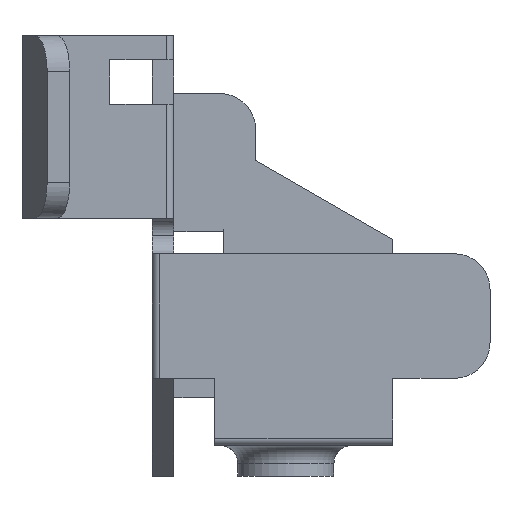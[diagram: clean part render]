
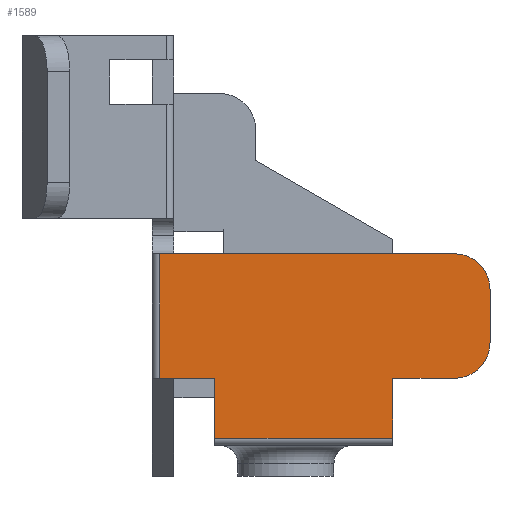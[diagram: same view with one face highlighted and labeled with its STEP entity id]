
A CAD part, left-side view. The second image highlights one B-rep face of the part: STEP entity #1589.
In plain terms, the highlighted planar face has unit normal (-1, 0, 0).
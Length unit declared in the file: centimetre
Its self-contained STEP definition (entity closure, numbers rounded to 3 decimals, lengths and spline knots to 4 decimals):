
#69=CIRCLE($,#1709,0.2);
#70=CIRCLE($,#1710,0.2);
#113=PLANE($,#1708);
#177=FACE_OUTER_BOUND($,#261,.T.);
#261=EDGE_LOOP($,(#1284,#1285,#1286,#1287,#1288,#1289,#1290,#1291,#1292,
#1293,#1294));
#436=LINE($,#2542,#608);
#437=LINE($,#2546,#609);
#438=LINE($,#2553,#610);
#440=LINE($,#2559,#612);
#445=LINE($,#2568,#617);
#446=LINE($,#2572,#618);
#447=LINE($,#2575,#619);
#448=LINE($,#2577,#620);
#449=LINE($,#2578,#621);
#608=VECTOR($,#2014,0.337);
#609=VECTOR($,#2019,1.);
#610=VECTOR($,#2026,0.7);
#612=VECTOR($,#2032,1.657);
#617=VECTOR($,#2039,0.347);
#618=VECTOR($,#2042,0.3);
#619=VECTOR($,#2045,0.04);
#620=VECTOR($,#2046,0.27);
#621=VECTOR($,#2047,0.337);
#784=VERTEX_POINT($,#2539);
#785=VERTEX_POINT($,#2541);
#786=VERTEX_POINT($,#2545);
#788=VERTEX_POINT($,#2550);
#789=VERTEX_POINT($,#2552);
#791=VERTEX_POINT($,#2558);
#794=VERTEX_POINT($,#2567);
#795=VERTEX_POINT($,#2569);
#796=VERTEX_POINT($,#2571);
#797=VERTEX_POINT($,#2574);
#798=VERTEX_POINT($,#2576);
#977=EDGE_CURVE($,#785,#784,#436,.T.);
#979=EDGE_CURVE($,#785,#786,#437,.T.);
#982=EDGE_CURVE($,#788,#789,#438,.T.);
#985=EDGE_CURVE($,#791,#789,#440,.F.);
#990=EDGE_CURVE($,#794,#784,#445,.F.);
#991=EDGE_CURVE($,#795,#794,#69,.T.);
#992=EDGE_CURVE($,#796,#795,#446,.F.);
#993=EDGE_CURVE($,#791,#796,#70,.T.);
#994=EDGE_CURVE($,#788,#797,#447,.F.);
#995=EDGE_CURVE($,#798,#797,#448,.F.);
#996=EDGE_CURVE($,#798,#786,#449,.T.);
#1284=ORIENTED_EDGE($,*,*,#979,.F.);
#1285=ORIENTED_EDGE($,*,*,#977,.T.);
#1286=ORIENTED_EDGE($,*,*,#990,.F.);
#1287=ORIENTED_EDGE($,*,*,#991,.F.);
#1288=ORIENTED_EDGE($,*,*,#992,.F.);
#1289=ORIENTED_EDGE($,*,*,#993,.F.);
#1290=ORIENTED_EDGE($,*,*,#985,.T.);
#1291=ORIENTED_EDGE($,*,*,#982,.F.);
#1292=ORIENTED_EDGE($,*,*,#994,.T.);
#1293=ORIENTED_EDGE($,*,*,#995,.F.);
#1294=ORIENTED_EDGE($,*,*,#996,.T.);
#1589=ADVANCED_FACE($,(#177),#113,.F.);
#1708=AXIS2_PLACEMENT_3D($,#2566,#2037,#2038);
#1709=AXIS2_PLACEMENT_3D($,#2570,#2040,#2041);
#1710=AXIS2_PLACEMENT_3D($,#2573,#2043,#2044);
#2014=DIRECTION($,(0.,0.,1.));
#2019=DIRECTION($,(0.,1.,0.));
#2026=DIRECTION($,(0.,0.,1.));
#2032=DIRECTION($,(0.,-1.,0.));
#2037=DIRECTION('center_axis',(1.,0.,0.));
#2038=DIRECTION('ref_axis',(0.,0.,-1.));
#2039=DIRECTION($,(0.,-1.,0.));
#2040=DIRECTION('center_axis',(1.,0.,0.));
#2041=DIRECTION('ref_axis',(0.,-0.707,-0.707));
#2042=DIRECTION($,(0.,0.,1.));
#2043=DIRECTION('center_axis',(1.,0.,0.));
#2044=DIRECTION('ref_axis',(0.,-0.707,0.707));
#2045=DIRECTION($,(0.,1.,0.));
#2046=DIRECTION($,(0.,-1.,0.));
#2047=DIRECTION($,(0.,0.,-1.));
#2539=CARTESIAN_POINT('',(-11.436,9.69,0.55));
#2541=CARTESIAN_POINT('',(-11.436,9.69,0.213));
#2542=CARTESIAN_POINT($,(-11.436,9.69,0.893));
#2545=CARTESIAN_POINT('',(-11.436,10.69,0.213));
#2546=CARTESIAN_POINT($,(-11.436,10.52,0.213));
#2550=CARTESIAN_POINT('',(-11.436,11.,0.55));
#2552=CARTESIAN_POINT('',(-11.436,11.,1.25));
#2553=CARTESIAN_POINT($,(-11.436,11.,1.236));
#2558=CARTESIAN_POINT('',(-11.436,9.343,1.25));
#2559=CARTESIAN_POINT($,(-11.436,10.795,1.25));
#2566=CARTESIAN_POINT('Origin',(-11.436,11.,1.236));
#2567=CARTESIAN_POINT('',(-11.436,9.343,0.55));
#2568=CARTESIAN_POINT($,(-11.436,10.795,0.55));
#2569=CARTESIAN_POINT('',(-11.436,9.143,0.75));
#2570=CARTESIAN_POINT('Origin',(-11.436,9.343,0.75));
#2571=CARTESIAN_POINT('',(-11.436,9.143,1.05));
#2572=CARTESIAN_POINT($,(-11.436,9.143,1.393));
#2573=CARTESIAN_POINT('Origin',(-11.436,9.343,1.05));
#2574=CARTESIAN_POINT('',(-11.436,10.96,0.55));
#2575=CARTESIAN_POINT($,(-11.436,11.295,0.55));
#2576=CARTESIAN_POINT('',(-11.436,10.69,0.55));
#2577=CARTESIAN_POINT($,(-11.436,11.295,0.55));
#2578=CARTESIAN_POINT($,(-11.436,10.69,0.893));
